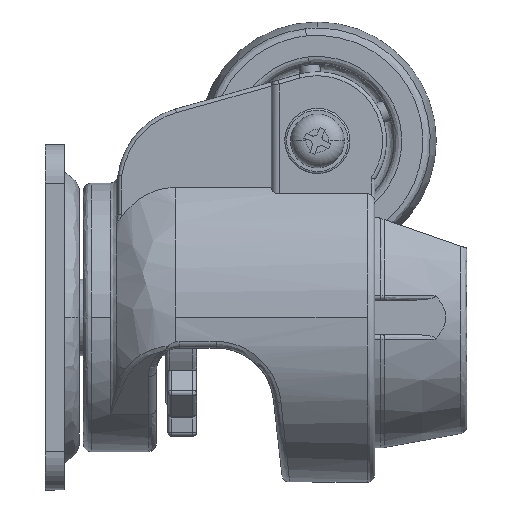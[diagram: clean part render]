
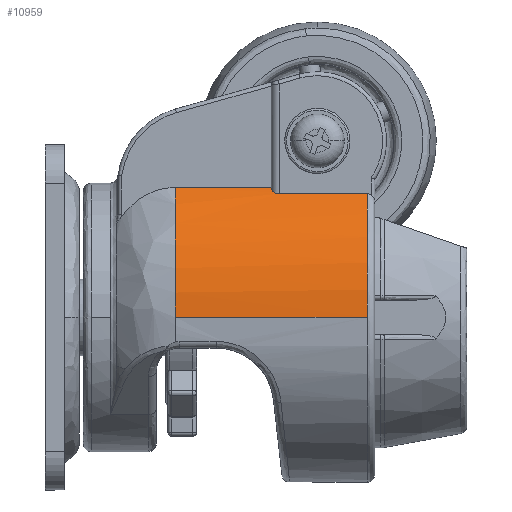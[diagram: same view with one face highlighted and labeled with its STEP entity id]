
A CAD part, front view. The second image highlights one B-rep face of the part: STEP entity #10959.
In plain terms, the highlighted cylindrical face has radius 43 mm (diameter 86 mm), a partial arc.
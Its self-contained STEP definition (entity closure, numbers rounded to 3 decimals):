
#1555 = CYLINDRICAL_SURFACE ( 'NONE', #75189, 43. ) ;
#2874 = EDGE_CURVE ( 'NONE', #55531, #45586, #53500, .T. ) ;
#3608 = CARTESIAN_POINT ( 'NONE',  ( 35.015, -28.246, 32.422 ) ) ;
#3824 = VECTOR ( 'NONE', #23188, 1000. ) ;
#6975 = CIRCLE ( 'NONE', #64159, 43. ) ;
#8552 = LINE ( 'NONE', #32785, #39656 ) ;
#8633 = DIRECTION ( 'NONE',  ( -1., 0., 0. ) ) ;
#9357 = ORIENTED_EDGE ( 'NONE', *, *, #48732, .T. ) ;
#9576 = CARTESIAN_POINT ( 'NONE',  ( 35.847, -28.5, 32.199 ) ) ;
#10366 = CARTESIAN_POINT ( 'NONE',  ( 34.334, -27.635, 32.945 ) ) ;
#10959 = ADVANCED_FACE ( 'NONE', ( #31760 ), #1555, .T. ) ;
#13456 = DIRECTION ( 'NONE',  ( -1., 0., 0. ) ) ;
#13490 = VECTOR ( 'NONE', #8633, 1000. ) ;
#13814 = CARTESIAN_POINT ( 'NONE',  ( 27.5, -28.5, 32.199 ) ) ;
#14764 = VERTEX_POINT ( 'NONE', #56376 ) ;
#16726 = CARTESIAN_POINT ( 'NONE',  ( 34., -26.739, 33.677 ) ) ;
#18504 = ORIENTED_EDGE ( 'NONE', *, *, #52556, .T. ) ;
#18761 = EDGE_LOOP ( 'NONE', ( #76420, #60766, #18504, #9357, #27413, #58284 ) ) ;
#18829 = CARTESIAN_POINT ( 'NONE',  ( 36., -28.5, 32.199 ) ) ;
#20337 = B_SPLINE_CURVE_WITH_KNOTS ( 'NONE', 3,
 ( #64115, #9576, #33433, #77189, #71234, #3608, #58542, #28232, #46950, #10366, #33828, #22649, #16726, #52152 ),
 .UNSPECIFIED., .F., .F.,
 ( 4, 2, 2, 2, 2, 2, 4 ),
 ( 0., 0., 0.001, 0.001, 0.002, 0.003, 0.004 ),
 .UNSPECIFIED. ) ;
#20617 = CARTESIAN_POINT ( 'NONE',  ( 27.5, 0., 0. ) ) ;
#21647 = DIRECTION ( 'NONE',  ( -1., 0., 0. ) ) ;
#21795 = VERTEX_POINT ( 'NONE', #31495 ) ;
#22649 = CARTESIAN_POINT ( 'NONE',  ( 34.042, -26.974, 33.488 ) ) ;
#23188 = DIRECTION ( 'NONE',  ( 1., 0., 0. ) ) ;
#27200 = EDGE_CURVE ( 'NONE', #14764, #55531, #6975, .T. ) ;
#27413 = ORIENTED_EDGE ( 'NONE', *, *, #72172, .T. ) ;
#28232 = CARTESIAN_POINT ( 'NONE',  ( 34.683, -28.011, 32.625 ) ) ;
#31495 = CARTESIAN_POINT ( 'NONE',  ( 59., -28.5, 32.199 ) ) ;
#31760 = FACE_OUTER_BOUND ( 'NONE', #18761, .T. ) ;
#32785 = CARTESIAN_POINT ( 'NONE',  ( 27.5, -26.5, 33.864 ) ) ;
#33433 = CARTESIAN_POINT ( 'NONE',  ( 35.698, -28.483, 32.214 ) ) ;
#33621 = EDGE_CURVE ( 'NONE', #63864, #14764, #8552, .T. ) ;
#33828 = CARTESIAN_POINT ( 'NONE',  ( 34.21, -27.424, 33.121 ) ) ;
#34547 = CARTESIAN_POINT ( 'NONE',  ( 34., -26.5, 33.864 ) ) ;
#36823 = CIRCLE ( 'NONE', #60996, 43. ) ;
#38128 = CARTESIAN_POINT ( 'NONE',  ( 8.971, 0., 0. ) ) ;
#39656 = VECTOR ( 'NONE', #21647, 1000. ) ;
#45586 = VERTEX_POINT ( 'NONE', #61460 ) ;
#46084 = DIRECTION ( 'NONE',  ( 0., 1., 0. ) ) ;
#46950 = CARTESIAN_POINT ( 'NONE',  ( 34.588, -27.923, 32.701 ) ) ;
#48732 = EDGE_CURVE ( 'NONE', #21795, #54843, #62772, .T. ) ;
#51619 = DIRECTION ( 'NONE',  ( 0., 1., 0. ) ) ;
#51664 = DIRECTION ( 'NONE',  ( 1., 0., 0. ) ) ;
#52152 = CARTESIAN_POINT ( 'NONE',  ( 34., -26.5, 33.864 ) ) ;
#52556 = EDGE_CURVE ( 'NONE', #45586, #21795, #36823, .T. ) ;
#53500 = LINE ( 'NONE', #77747, #3824 ) ;
#54843 = VERTEX_POINT ( 'NONE', #18829 ) ;
#55531 = VERTEX_POINT ( 'NONE', #61551 ) ;
#56376 = CARTESIAN_POINT ( 'NONE',  ( 8.971, -26.5, 33.864 ) ) ;
#58284 = ORIENTED_EDGE ( 'NONE', *, *, #33621, .T. ) ;
#58542 = CARTESIAN_POINT ( 'NONE',  ( 34.896, -28.173, 32.485 ) ) ;
#60766 = ORIENTED_EDGE ( 'NONE', *, *, #2874, .T. ) ;
#60996 = AXIS2_PLACEMENT_3D ( 'NONE', #77656, #13456, #65347 ) ;
#61460 = CARTESIAN_POINT ( 'NONE',  ( 59., -43., 0. ) ) ;
#61551 = CARTESIAN_POINT ( 'NONE',  ( 8.971, -43., 0. ) ) ;
#62772 = LINE ( 'NONE', #13814, #13490 ) ;
#63864 = VERTEX_POINT ( 'NONE', #34547 ) ;
#64115 = CARTESIAN_POINT ( 'NONE',  ( 36., -28.5, 32.199 ) ) ;
#64159 = AXIS2_PLACEMENT_3D ( 'NONE', #38128, #76666, #51619 ) ;
#65347 = DIRECTION ( 'NONE',  ( 0., 1., 0. ) ) ;
#71234 = CARTESIAN_POINT ( 'NONE',  ( 35.27, -28.367, 32.316 ) ) ;
#72172 = EDGE_CURVE ( 'NONE', #54843, #63864, #20337, .T. ) ;
#75189 = AXIS2_PLACEMENT_3D ( 'NONE', #20617, #51664, #46084 ) ;
#76420 = ORIENTED_EDGE ( 'NONE', *, *, #27200, .T. ) ;
#76666 = DIRECTION ( 'NONE',  ( 1., 0., 0. ) ) ;
#77189 = CARTESIAN_POINT ( 'NONE',  ( 35.409, -28.416, 32.272 ) ) ;
#77656 = CARTESIAN_POINT ( 'NONE',  ( 59., 0., 0. ) ) ;
#77747 = CARTESIAN_POINT ( 'NONE',  ( 27.5, -43., 0. ) ) ;
